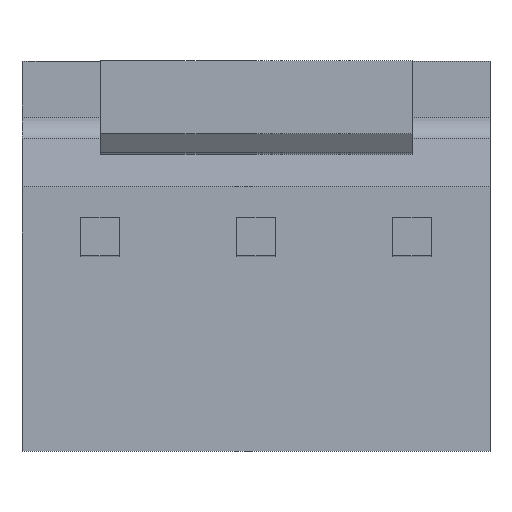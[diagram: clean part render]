
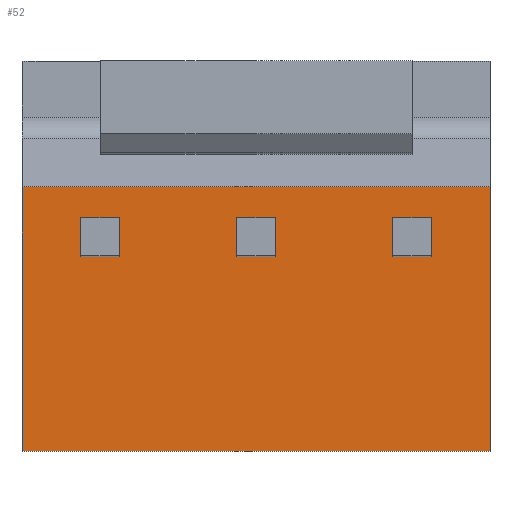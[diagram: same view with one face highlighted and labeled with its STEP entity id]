
A CAD part, top view. The second image highlights one B-rep face of the part: STEP entity #52.
In plain terms, the highlighted planar face has unit normal (0, 0, 1).
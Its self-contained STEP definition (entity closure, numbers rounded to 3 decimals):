
#52=ADVANCED_FACE('',(#107,#108,#109,#110),#111,.T.);
#107=FACE_OUTER_BOUND('',#209,.T.);
#108=FACE_BOUND('',#210,.T.);
#109=FACE_BOUND('',#211,.T.);
#110=FACE_BOUND('',#212,.T.);
#111=PLANE('',#213);
#209=EDGE_LOOP('',(#351,#352,#353,#354));
#210=EDGE_LOOP('',(#355,#356,#357,#358));
#211=EDGE_LOOP('',(#359,#360,#361,#362));
#212=EDGE_LOOP('',(#363,#364,#365,#366));
#213=AXIS2_PLACEMENT_3D('',#367,#368,#369);
#351=ORIENTED_EDGE('',*,*,#690,.F.);
#352=ORIENTED_EDGE('',*,*,#709,.T.);
#353=ORIENTED_EDGE('',*,*,#703,.F.);
#354=ORIENTED_EDGE('',*,*,#708,.F.);
#355=ORIENTED_EDGE('',*,*,#710,.T.);
#356=ORIENTED_EDGE('',*,*,#711,.F.);
#357=ORIENTED_EDGE('',*,*,#712,.F.);
#358=ORIENTED_EDGE('',*,*,#713,.T.);
#359=ORIENTED_EDGE('',*,*,#714,.T.);
#360=ORIENTED_EDGE('',*,*,#715,.F.);
#361=ORIENTED_EDGE('',*,*,#716,.F.);
#362=ORIENTED_EDGE('',*,*,#717,.T.);
#363=ORIENTED_EDGE('',*,*,#718,.T.);
#364=ORIENTED_EDGE('',*,*,#719,.F.);
#365=ORIENTED_EDGE('',*,*,#720,.F.);
#366=ORIENTED_EDGE('',*,*,#721,.T.);
#367=CARTESIAN_POINT('',(-3.81,2.413,0.0));
#368=DIRECTION('',(0.0,0.0,1.0));
#369=DIRECTION('',(1.0,0.0,0.0));
#690=EDGE_CURVE('',#816,#818,#819,.T.);
#703=EDGE_CURVE('',#841,#842,#843,.T.);
#708=EDGE_CURVE('',#818,#841,#850,.T.);
#709=EDGE_CURVE('',#816,#842,#851,.T.);
#710=EDGE_CURVE('',#852,#853,#854,.T.);
#711=EDGE_CURVE('',#855,#853,#856,.T.);
#712=EDGE_CURVE('',#857,#855,#858,.T.);
#713=EDGE_CURVE('',#857,#852,#859,.T.);
#714=EDGE_CURVE('',#860,#861,#862,.T.);
#715=EDGE_CURVE('',#863,#861,#864,.T.);
#716=EDGE_CURVE('',#865,#863,#866,.T.);
#717=EDGE_CURVE('',#865,#860,#867,.T.);
#718=EDGE_CURVE('',#868,#869,#870,.T.);
#719=EDGE_CURVE('',#871,#869,#872,.T.);
#720=EDGE_CURVE('',#873,#871,#874,.T.);
#721=EDGE_CURVE('',#873,#868,#875,.T.);
#816=VERTEX_POINT('',#1020);
#818=VERTEX_POINT('',#1023);
#819=LINE('',#1024,#1025);
#841=VERTEX_POINT('',#1057);
#842=VERTEX_POINT('',#1058);
#843=LINE('',#1059,#1060);
#850=LINE('',#1071,#1072);
#851=LINE('',#1073,#1074);
#852=VERTEX_POINT('',#1075);
#853=VERTEX_POINT('',#1076);
#854=LINE('',#1077,#1078);
#855=VERTEX_POINT('',#1079);
#856=LINE('',#1080,#1081);
#857=VERTEX_POINT('',#1082);
#858=LINE('',#1083,#1084);
#859=LINE('',#1085,#1086);
#860=VERTEX_POINT('',#1087);
#861=VERTEX_POINT('',#1088);
#862=LINE('',#1089,#1090);
#863=VERTEX_POINT('',#1091);
#864=LINE('',#1092,#1093);
#865=VERTEX_POINT('',#1094);
#866=LINE('',#1095,#1096);
#867=LINE('',#1097,#1098);
#868=VERTEX_POINT('',#1099);
#869=VERTEX_POINT('',#1100);
#870=LINE('',#1101,#1102);
#871=VERTEX_POINT('',#1103);
#872=LINE('',#1104,#1105);
#873=VERTEX_POINT('',#1106);
#874=LINE('',#1107,#1108);
#875=LINE('',#1109,#1110);
#1020=CARTESIAN_POINT('',(-3.81,-3.175,0.0));
#1023=CARTESIAN_POINT('',(-3.81,1.126,0.0));
#1024=CARTESIAN_POINT('',(-3.81,-3.175,0.0));
#1025=VECTOR('',#1326,4.301);
#1057=CARTESIAN_POINT('',(3.81,1.126,0.0));
#1058=CARTESIAN_POINT('',(3.81,-3.175,0.0));
#1059=CARTESIAN_POINT('',(3.81,1.126,0.0));
#1060=VECTOR('',#1343,4.301);
#1071=CARTESIAN_POINT('',(-3.81,1.126,0.0));
#1072=VECTOR('',#1348,7.62);
#1073=CARTESIAN_POINT('',(-3.81,-3.175,0.0));
#1074=VECTOR('',#1349,7.62);
#1075=CARTESIAN_POINT('',(2.229,0.616,0.0));
#1076=CARTESIAN_POINT('',(2.851,0.616,0.0));
#1077=CARTESIAN_POINT('',(2.229,0.616,0.0));
#1078=VECTOR('',#1350,0.622);
#1079=CARTESIAN_POINT('',(2.851,-0.006,0.0));
#1080=CARTESIAN_POINT('',(2.851,-0.006,0.0));
#1081=VECTOR('',#1351,0.622);
#1082=CARTESIAN_POINT('',(2.229,-0.006,0.0));
#1083=CARTESIAN_POINT('',(2.229,-0.006,0.0));
#1084=VECTOR('',#1352,0.622);
#1085=CARTESIAN_POINT('',(2.229,-0.006,0.0));
#1086=VECTOR('',#1353,0.622);
#1087=CARTESIAN_POINT('',(-0.311,0.616,0.0));
#1088=CARTESIAN_POINT('',(0.311,0.616,0.0));
#1089=CARTESIAN_POINT('',(-0.311,0.616,0.0));
#1090=VECTOR('',#1354,0.622);
#1091=CARTESIAN_POINT('',(0.311,-0.006,0.0));
#1092=CARTESIAN_POINT('',(0.311,-0.006,0.0));
#1093=VECTOR('',#1355,0.622);
#1094=CARTESIAN_POINT('',(-0.311,-0.006,0.0));
#1095=CARTESIAN_POINT('',(-0.311,-0.006,0.0));
#1096=VECTOR('',#1356,0.622);
#1097=CARTESIAN_POINT('',(-0.311,-0.006,0.0));
#1098=VECTOR('',#1357,0.622);
#1099=CARTESIAN_POINT('',(-2.851,0.616,0.0));
#1100=CARTESIAN_POINT('',(-2.229,0.616,0.0));
#1101=CARTESIAN_POINT('',(-2.851,0.616,0.0));
#1102=VECTOR('',#1358,0.622);
#1103=CARTESIAN_POINT('',(-2.229,-0.006,0.0));
#1104=CARTESIAN_POINT('',(-2.229,-0.006,0.0));
#1105=VECTOR('',#1359,0.622);
#1106=CARTESIAN_POINT('',(-2.851,-0.006,0.0));
#1107=CARTESIAN_POINT('',(-2.851,-0.006,0.0));
#1108=VECTOR('',#1360,0.622);
#1109=CARTESIAN_POINT('',(-2.851,-0.006,0.0));
#1110=VECTOR('',#1361,0.622);
#1326=DIRECTION('',(0.0,1.0,0.0));
#1343=DIRECTION('',(0.0,-1.0,0.0));
#1348=DIRECTION('',(1.0,0.0,0.0));
#1349=DIRECTION('',(1.0,0.0,0.0));
#1350=DIRECTION('',(1.0,0.0,0.0));
#1351=DIRECTION('',(0.0,1.0,0.0));
#1352=DIRECTION('',(1.0,0.0,0.0));
#1353=DIRECTION('',(0.0,1.0,0.0));
#1354=DIRECTION('',(1.0,0.0,0.0));
#1355=DIRECTION('',(0.0,1.0,0.0));
#1356=DIRECTION('',(1.0,0.0,0.0));
#1357=DIRECTION('',(0.0,1.0,0.0));
#1358=DIRECTION('',(1.0,0.0,0.0));
#1359=DIRECTION('',(0.0,1.0,0.0));
#1360=DIRECTION('',(1.0,0.0,0.0));
#1361=DIRECTION('',(0.0,1.0,0.0));
